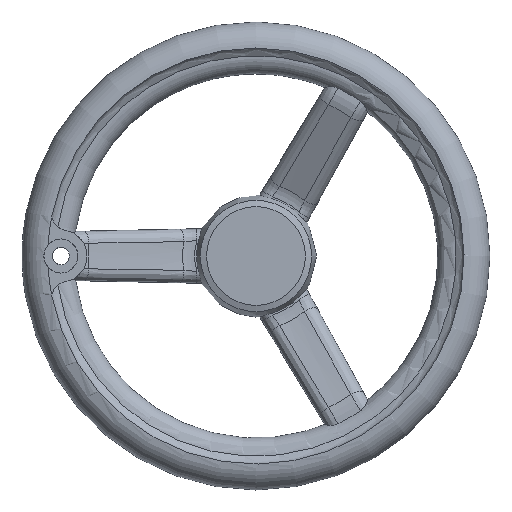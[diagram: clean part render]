
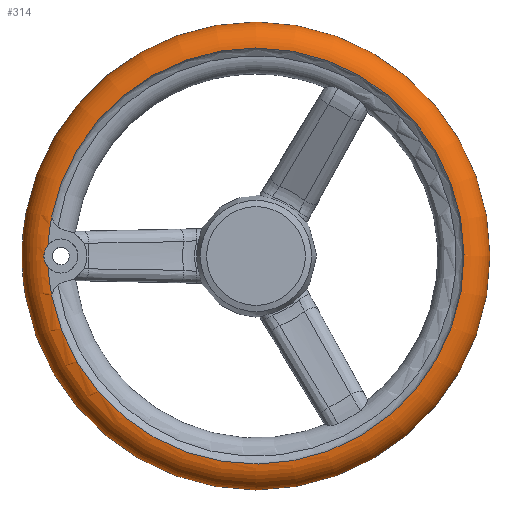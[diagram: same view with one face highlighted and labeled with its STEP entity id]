
A CAD part, left-side view. The second image highlights one B-rep face of the part: STEP entity #314.
In plain terms, the highlighted toroidal (fillet/blend) face has major radius 80 mm and minor radius 10 mm.
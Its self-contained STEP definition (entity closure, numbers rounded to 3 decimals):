
#314=ADVANCED_FACE('',(#533,#534),#405,.T.);
#405=TOROIDAL_SURFACE('',#1547,80.,10.);
#419=B_SPLINE_CURVE_WITH_KNOTS('',3,(#1996,#1997,#1998,#1999,#2000,#2001),
.UNSPECIFIED.,.F.,.F.,(4,2,4),(0.,0.5,1.),.UNSPECIFIED.);
#533=FACE_BOUND('',#555,.T.);
#534=FACE_BOUND('',#556,.T.);
#555=EDGE_LOOP('',(#661));
#556=EDGE_LOOP('',(#662,#663,#664,#665));
#661=ORIENTED_EDGE('',*,*,#1242,.T.);
#662=ORIENTED_EDGE('',*,*,#1243,.F.);
#663=ORIENTED_EDGE('',*,*,#1244,.T.);
#664=ORIENTED_EDGE('',*,*,#1245,.F.);
#665=ORIENTED_EDGE('',*,*,#1246,.F.);
#1103=VERTEX_POINT('',#1992);
#1104=VERTEX_POINT('',#1994);
#1105=VERTEX_POINT('',#1995);
#1106=VERTEX_POINT('',#2002);
#1107=VERTEX_POINT('',#2004);
#1242=EDGE_CURVE('',#1103,#1103,#1463,.T.);
#1243=EDGE_CURVE('',#1104,#1105,#1464,.T.);
#1244=EDGE_CURVE('',#1104,#1106,#419,.T.);
#1245=EDGE_CURVE('',#1107,#1106,#1465,.T.);
#1246=EDGE_CURVE('',#1105,#1107,#1466,.T.);
#1463=CIRCLE('',#1543,80.);
#1464=CIRCLE('',#1544,80.);
#1465=CIRCLE('',#1545,80.);
#1466=CIRCLE('',#1546,80.);
#1543=AXIS2_PLACEMENT_3D('',#1991,#1684,#1685);
#1544=AXIS2_PLACEMENT_3D('',#1993,#1686,#1687);
#1545=AXIS2_PLACEMENT_3D('',#2003,#1688,#1689);
#1546=AXIS2_PLACEMENT_3D('',#2005,#1690,#1691);
#1547=AXIS2_PLACEMENT_3D('',#2006,#1692,#1693);
#1684=DIRECTION('',(-1.,0.,0.));
#1685=DIRECTION('',(0.,0.,1.));
#1686=DIRECTION('',(-1.,0.,0.));
#1687=DIRECTION('',(0.,0.,1.));
#1688=DIRECTION('',(-1.,0.,0.));
#1689=DIRECTION('',(0.,0.,1.));
#1690=DIRECTION('',(-1.,0.,0.));
#1691=DIRECTION('',(0.,0.,1.));
#1692=DIRECTION('',(-1.,0.,0.));
#1693=DIRECTION('',(0.,0.,1.));
#1991=CARTESIAN_POINT('',(340.181,182.886,0.));
#1992=CARTESIAN_POINT('',(340.181,182.886,80.));
#1993=CARTESIAN_POINT('',(320.181,182.886,0.));
#1994=CARTESIAN_POINT('',(320.181,262.766,-4.368));
#1995=CARTESIAN_POINT('',(320.181,261.467,-15.));
#1996=CARTESIAN_POINT('',(320.181,262.766,-4.368));
#1997=CARTESIAN_POINT('',(320.181,263.827,-3.183));
#1998=CARTESIAN_POINT('',(320.301,264.436,-1.592));
#1999=CARTESIAN_POINT('',(320.301,264.436,1.592));
#2000=CARTESIAN_POINT('',(320.181,263.835,3.174));
#2001=CARTESIAN_POINT('',(320.181,262.766,4.368));
#2002=CARTESIAN_POINT('',(320.181,262.766,4.368));
#2003=CARTESIAN_POINT('',(320.181,182.886,0.));
#2004=CARTESIAN_POINT('',(320.181,261.467,15.));
#2005=CARTESIAN_POINT('',(320.181,182.886,0.));
#2006=CARTESIAN_POINT('',(330.181,182.886,0.));
